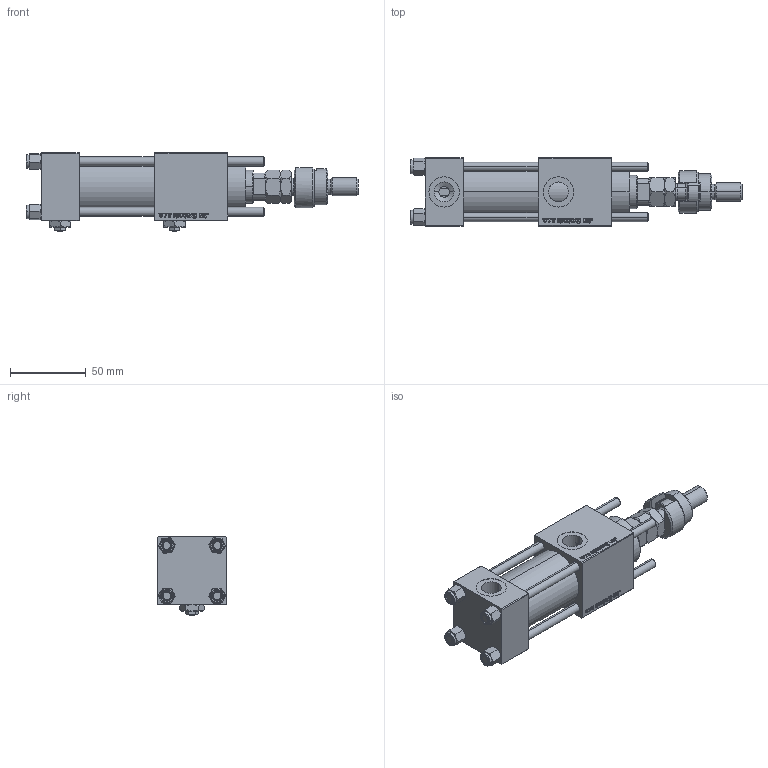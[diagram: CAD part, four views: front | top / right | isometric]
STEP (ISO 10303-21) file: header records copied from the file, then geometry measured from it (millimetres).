
FILE_DESCRIPTION (( 'STEP AP203' ), '1' );
FILE_NAME ('23cb.STEP', '2022-04-14T19:27:33', ( '' ), ( '' ), 'SwSTEP 2.0', 'SolidWorks 2019', '' );
FILE_SCHEMA (( 'CONFIG_CONTROL_DESIGN' ));
Length unit declared in the file: millimetre
Products named in the file (10): V215CR_VCP_B 964605fd227d17a74957f97b6da6d2c0; V215CR_B_TYCINKA 964605fd227d17a74957f97b6da6d2c0; V215_VC_A 964605fd227d17a74957f97b6da6d2c0; 23cb; MFA 964605fd227d17a74957f97b6da6d2c0; NUT_M5_B 964605fd227d17a74957f97b6da6d2c0; DFA 964605fd227d17a74957f97b6da6d2c0; V215CR_B-1 964605fd227d17a74957f97b6da6d2c0; FEMALE_PART_FOR_DFA 964605fd227d17a74957f97b6da6d2c0; Zatka_pro_OIL_PORT 964605fd227d17a74957f97b6da6d2c0
Assembly tree (16 placements, depth 3):
  23cb
    V215CR_B-1 964605fd227d17a74957f97b6da6d2c0
    V215CR_VCP_B 964605fd227d17a74957f97b6da6d2c0
    NUT_M5_B 964605fd227d17a74957f97b6da6d2c0  x4
    V215CR_B_TYCINKA 964605fd227d17a74957f97b6da6d2c0  x4
    V215_VC_A 964605fd227d17a74957f97b6da6d2c0
    DFA 964605fd227d17a74957f97b6da6d2c0
      FEMALE_PART_FOR_DFA 964605fd227d17a74957f97b6da6d2c0
      MFA 964605fd227d17a74957f97b6da6d2c0
    Zatka_pro_OIL_PORT 964605fd227d17a74957f97b6da6d2c0  x2
Bounding box: 219 x 45 x 52 mm (x, y, z)
Volume: 230660.7 mm3; surface area: 85751.3 mm2
Topology: 15 solids, 15 shells, 1341 faces, 3352 edges, 2151 vertices
Faces by surface type: plane 506, bspline 504, cone 218, cylinder 101, torus 12
Entity records: 61665 total; most frequent: CARTESIAN_POINT 35412, ORIENTED_EDGE 6004, DIRECTION 3536, EDGE_CURVE 3002, VERTEX_POINT 1949, LINE 1552, VECTOR 1552, EDGE_LOOP 1311
